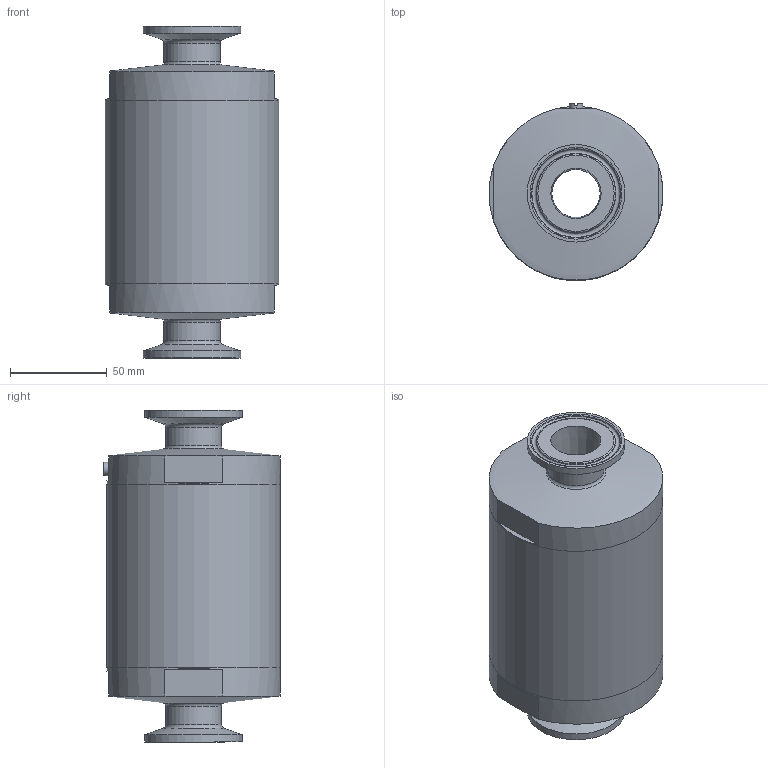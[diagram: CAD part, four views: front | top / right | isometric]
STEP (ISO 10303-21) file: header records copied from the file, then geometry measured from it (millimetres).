
FILE_DESCRIPTION(/* description */ ('STEP AP214'),/* implementation_level */ '2;1');
FILE_NAME(/* name */ '8159104_VZQA-C-M22C-25-S5S5-V2V4S1-2',/* time_stamp */ '2024-09-18T03:39:55+02:00',/* author */ ('License CC BY-ND 4.0'),/* organization */ ('CADENAS'),/* preprocessor_version */ 'ST-DEVELOPER v19.3',/* originating_system */ 'PARTsolutions',/* authorisation */ ' ');
FILE_SCHEMA (('AUTOMOTIVE_DESIGN {1 0 10303 214 3 1 1}'));
Length unit declared in the file: millimetre
Products named in the file (4): 8159104 VZQA-C-M22C-25-S5S5-V2V4S1-2; 8159711 VZQA-C-M22C-25-V2; 8096208 VZQA-C-M22C-25-S5-V4; 2888936 VZQA-M22C
Assembly tree (4 placements, depth 2):
  8159104 VZQA-C-M22C-25-S5S5-V2V4S1-2
    8159711 VZQA-C-M22C-25-V2
    8096208 VZQA-C-M22C-25-S5-V4  x2
    2888936 VZQA-M22C
Bounding box: 90 x 91.6 x 171.9 mm (x, y, z)
Volume: 767836.4 mm3; surface area: 97306.9 mm2
Topology: 4 solids, 4 shells, 74 faces, 151 edges, 94 vertices
Faces by surface type: plane 33, cylinder 16, torus 13, cone 12
Full cylindrical faces by diameter (mm): 4.134 x2, 5 x1, 7 x1, 25 x1, 29 x2, 50.5 x2, 86 x4, 90 x3
Entity records: 1174 total; most frequent: DIRECTION 209, CARTESIAN_POINT 179, ORIENTED_EDGE 128, AXIS2_PLACEMENT_3D 96, EDGE_LOOP 82, FACE_BOUND 82, EDGE_CURVE 64, VERTEX_POINT 54
